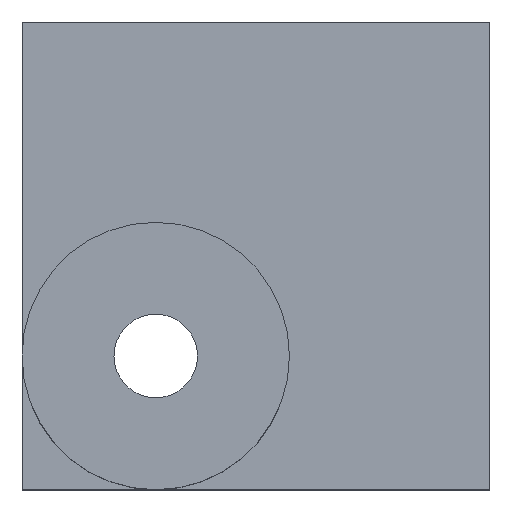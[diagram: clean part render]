
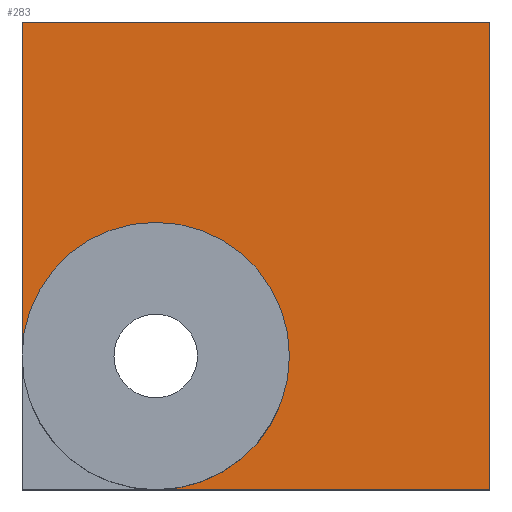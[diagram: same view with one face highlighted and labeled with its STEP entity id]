
A CAD part, top view. The second image highlights one B-rep face of the part: STEP entity #283.
In plain terms, the highlighted planar face has unit normal (0, 0, 1).
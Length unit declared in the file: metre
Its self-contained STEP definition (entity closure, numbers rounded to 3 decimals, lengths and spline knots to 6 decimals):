
#19=LINE('',#423,#51);
#22=LINE('',#429,#54);
#25=LINE('',#435,#57);
#27=LINE('',#438,#59);
#51=VECTOR('',#343,1.);
#54=VECTOR('',#348,1.);
#57=VECTOR('',#353,1.);
#59=VECTOR('',#357,1.);
#99=ORIENTED_EDGE('',*,*,#167,.F.);
#100=ORIENTED_EDGE('',*,*,#158,.T.);
#101=ORIENTED_EDGE('',*,*,#166,.T.);
#102=ORIENTED_EDGE('',*,*,#164,.F.);
#103=ORIENTED_EDGE('',*,*,#161,.F.);
#158=EDGE_CURVE('',#190,#194,#19,.T.);
#161=EDGE_CURVE('',#189,#195,#22,.T.);
#164=EDGE_CURVE('',#195,#197,#25,.T.);
#166=EDGE_CURVE('',#194,#197,#27,.T.);
#167=EDGE_CURVE('',#190,#189,#215,.T.);
#189=VERTEX_POINT('',#411);
#190=VERTEX_POINT('',#412);
#194=VERTEX_POINT('',#422);
#195=VERTEX_POINT('',#426);
#197=VERTEX_POINT('',#432);
#215=CIRCLE('',#315,0.004);
#224=EDGE_LOOP('',(#99,#100,#101,#102,#103));
#246=FACE_BOUND('',#224,.T.);
#268=PLANE('',#314);
#283=ADVANCED_FACE('',(#246),#268,.F.);
#314=AXIS2_PLACEMENT_3D('',#439,#358,#359);
#315=AXIS2_PLACEMENT_3D('',#440,#360,#361);
#343=DIRECTION('',(1.,0.,0.));
#348=DIRECTION('',(0.,1.,0.));
#353=DIRECTION('',(1.,0.,0.));
#357=DIRECTION('',(0.,1.,0.));
#358=DIRECTION('',(0.,0.,-1.));
#359=DIRECTION('',(1.,0.,0.));
#360=DIRECTION('',(0.,0.,1.));
#361=DIRECTION('',(1.,0.,0.));
#411=CARTESIAN_POINT('',(-0.083897,-0.016397,0.0021));
#412=CARTESIAN_POINT('',(-0.079897,-0.020397,0.0021));
#422=CARTESIAN_POINT('',(-0.069897,-0.020397,0.0021));
#423=CARTESIAN_POINT('',(-0.076897,-0.020397,0.0021));
#426=CARTESIAN_POINT('',(-0.083897,-0.006397,0.0021));
#429=CARTESIAN_POINT('',(-0.083897,-0.013397,0.0021));
#432=CARTESIAN_POINT('',(-0.069897,-0.006397,0.0021));
#435=CARTESIAN_POINT('',(-0.076897,-0.006397,0.0021));
#438=CARTESIAN_POINT('',(-0.069897,-0.013397,0.0021));
#439=CARTESIAN_POINT('',(-0.011627,0.,0.0021));
#440=CARTESIAN_POINT('',(-0.079897,-0.016397,0.0021));
